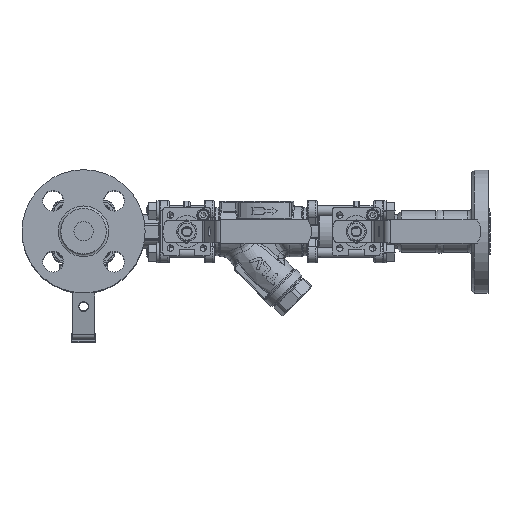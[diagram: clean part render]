
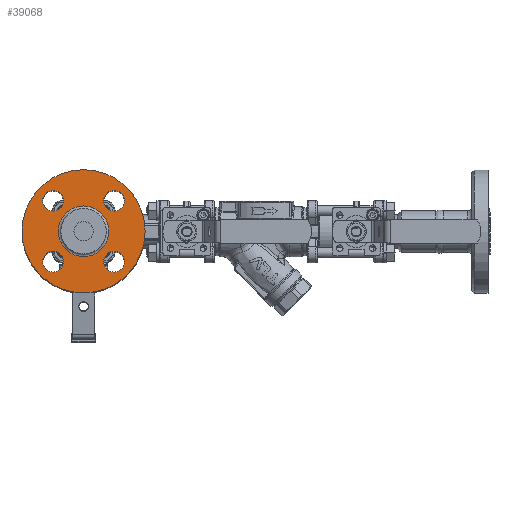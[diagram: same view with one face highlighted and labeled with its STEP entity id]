
A CAD part, top view. The second image highlights one B-rep face of the part: STEP entity #39068.
In plain terms, the highlighted planar face has unit normal (0, 0, 1).
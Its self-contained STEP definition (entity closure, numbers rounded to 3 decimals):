
#8234=FACE_BOUND('',#10944,.T.);
#8235=FACE_BOUND('',#10945,.T.);
#8236=FACE_BOUND('',#10946,.T.);
#8237=FACE_BOUND('',#10947,.T.);
#8238=FACE_BOUND('',#10948,.T.);
#8487=FACE_OUTER_BOUND('',#10943,.T.);
#10943=EDGE_LOOP('',(#26109,#26110));
#10944=EDGE_LOOP('',(#26111,#26112));
#10945=EDGE_LOOP('',(#26113,#26114));
#10946=EDGE_LOOP('',(#26115,#26116));
#10947=EDGE_LOOP('',(#26117,#26118));
#10948=EDGE_LOOP('',(#26119));
#13636=CIRCLE('',#41628,19.486);
#13640=CIRCLE('',#41633,47.5);
#13641=CIRCLE('',#41634,47.5);
#13642=CIRCLE('',#41635,8.);
#13643=CIRCLE('',#41636,8.);
#13644=CIRCLE('',#41637,8.);
#13645=CIRCLE('',#41638,8.);
#13646=CIRCLE('',#41639,8.);
#13647=CIRCLE('',#41640,8.);
#13648=CIRCLE('',#41641,8.);
#13649=CIRCLE('',#41642,8.);
#16067=VERTEX_POINT('',#58463);
#16070=VERTEX_POINT('',#58471);
#16071=VERTEX_POINT('',#58472);
#16072=VERTEX_POINT('',#58475);
#16073=VERTEX_POINT('',#58476);
#16074=VERTEX_POINT('',#58479);
#16075=VERTEX_POINT('',#58480);
#16076=VERTEX_POINT('',#58483);
#16077=VERTEX_POINT('',#58484);
#16078=VERTEX_POINT('',#58487);
#16079=VERTEX_POINT('',#58488);
#19863=EDGE_CURVE('',#16067,#16067,#13636,.T.);
#19867=EDGE_CURVE('',#16070,#16071,#13640,.T.);
#19868=EDGE_CURVE('',#16071,#16070,#13641,.T.);
#19869=EDGE_CURVE('',#16072,#16073,#13642,.T.);
#19870=EDGE_CURVE('',#16073,#16072,#13643,.T.);
#19871=EDGE_CURVE('',#16074,#16075,#13644,.T.);
#19872=EDGE_CURVE('',#16075,#16074,#13645,.T.);
#19873=EDGE_CURVE('',#16076,#16077,#13646,.T.);
#19874=EDGE_CURVE('',#16077,#16076,#13647,.T.);
#19875=EDGE_CURVE('',#16078,#16079,#13648,.T.);
#19876=EDGE_CURVE('',#16079,#16078,#13649,.T.);
#26109=ORIENTED_EDGE('',*,*,#19867,.F.);
#26110=ORIENTED_EDGE('',*,*,#19868,.F.);
#26111=ORIENTED_EDGE('',*,*,#19869,.T.);
#26112=ORIENTED_EDGE('',*,*,#19870,.T.);
#26113=ORIENTED_EDGE('',*,*,#19871,.T.);
#26114=ORIENTED_EDGE('',*,*,#19872,.T.);
#26115=ORIENTED_EDGE('',*,*,#19873,.T.);
#26116=ORIENTED_EDGE('',*,*,#19874,.T.);
#26117=ORIENTED_EDGE('',*,*,#19875,.T.);
#26118=ORIENTED_EDGE('',*,*,#19876,.T.);
#26119=ORIENTED_EDGE('',*,*,#19863,.F.);
#38157=PLANE('',#41632);
#39068=ADVANCED_FACE('',(#8487,#8234,#8235,#8236,#8237,#8238),#38157,.F.);
#41628=AXIS2_PLACEMENT_3D('',#58464,#46631,#46632);
#41632=AXIS2_PLACEMENT_3D('',#58470,#46639,#46640);
#41633=AXIS2_PLACEMENT_3D('',#58473,#46641,#46642);
#41634=AXIS2_PLACEMENT_3D('',#58474,#46643,#46644);
#41635=AXIS2_PLACEMENT_3D('',#58477,#46645,#46646);
#41636=AXIS2_PLACEMENT_3D('',#58478,#46647,#46648);
#41637=AXIS2_PLACEMENT_3D('',#58481,#46649,#46650);
#41638=AXIS2_PLACEMENT_3D('',#58482,#46651,#46652);
#41639=AXIS2_PLACEMENT_3D('',#58485,#46653,#46654);
#41640=AXIS2_PLACEMENT_3D('',#58486,#46655,#46656);
#41641=AXIS2_PLACEMENT_3D('',#58489,#46657,#46658);
#41642=AXIS2_PLACEMENT_3D('',#58490,#46659,#46660);
#46631=DIRECTION('center_axis',(0.,0.,
1.));
#46632=DIRECTION('ref_axis',(-1.,0.,0.));
#46639=DIRECTION('center_axis',(0.,0.,
-1.));
#46640=DIRECTION('ref_axis',(1.,0.,0.));
#46641=DIRECTION('center_axis',(0.,0.,
-1.));
#46642=DIRECTION('ref_axis',(1.,0.,0.));
#46643=DIRECTION('center_axis',(0.,0.,
-1.));
#46644=DIRECTION('ref_axis',(1.,0.,0.));
#46645=DIRECTION('center_axis',(0.,0.,
-1.));
#46646=DIRECTION('ref_axis',(-1.,0.,0.));
#46647=DIRECTION('center_axis',(0.,0.,
-1.));
#46648=DIRECTION('ref_axis',(-1.,0.,0.));
#46649=DIRECTION('center_axis',(0.,0.,
-1.));
#46650=DIRECTION('ref_axis',(0.,1.,0.));
#46651=DIRECTION('center_axis',(0.,0.,
-1.));
#46652=DIRECTION('ref_axis',(0.,1.,0.));
#46653=DIRECTION('center_axis',(0.,0.,
-1.));
#46654=DIRECTION('ref_axis',(1.,0.,0.));
#46655=DIRECTION('center_axis',(0.,0.,
-1.));
#46656=DIRECTION('ref_axis',(1.,0.,0.));
#46657=DIRECTION('center_axis',(0.,0.,
-1.));
#46658=DIRECTION('ref_axis',(0.,-1.,0.));
#46659=DIRECTION('center_axis',(0.,0.,
-1.));
#46660=DIRECTION('ref_axis',(0.,-1.,0.));
#58463=CARTESIAN_POINT('',(-285.686,-127.686,185.648));
#58464=CARTESIAN_POINT('Origin',(-305.172,-127.686,185.648));
#58470=CARTESIAN_POINT('Origin',(-305.172,-127.686,185.648));
#58471=CARTESIAN_POINT('',(-257.672,-127.686,185.648));
#58472=CARTESIAN_POINT('',(-352.672,-127.686,185.648));
#58473=CARTESIAN_POINT('Origin',(-305.172,-127.686,185.648));
#58474=CARTESIAN_POINT('Origin',(-305.172,-127.686,185.648));
#58475=CARTESIAN_POINT('',(-336.683,-151.198,185.648));
#58476=CARTESIAN_POINT('',(-320.683,-151.198,185.648));
#58477=CARTESIAN_POINT('Origin',(-328.683,-151.198,185.648));
#58478=CARTESIAN_POINT('Origin',(-328.683,-151.198,185.648));
#58479=CARTESIAN_POINT('',(-328.683,-96.175,185.648));
#58480=CARTESIAN_POINT('',(-328.683,-112.175,185.648));
#58481=CARTESIAN_POINT('Origin',(-328.683,-104.175,185.648));
#58482=CARTESIAN_POINT('Origin',(-328.683,-104.175,185.648));
#58483=CARTESIAN_POINT('',(-273.661,-104.175,185.648));
#58484=CARTESIAN_POINT('',(-289.661,-104.175,185.648));
#58485=CARTESIAN_POINT('Origin',(-281.661,-104.175,185.648));
#58486=CARTESIAN_POINT('Origin',(-281.661,-104.175,185.648));
#58487=CARTESIAN_POINT('',(-281.661,-159.198,185.648));
#58488=CARTESIAN_POINT('',(-281.661,-143.198,185.648));
#58489=CARTESIAN_POINT('Origin',(-281.661,-151.198,185.648));
#58490=CARTESIAN_POINT('Origin',(-281.661,-151.198,185.648));
